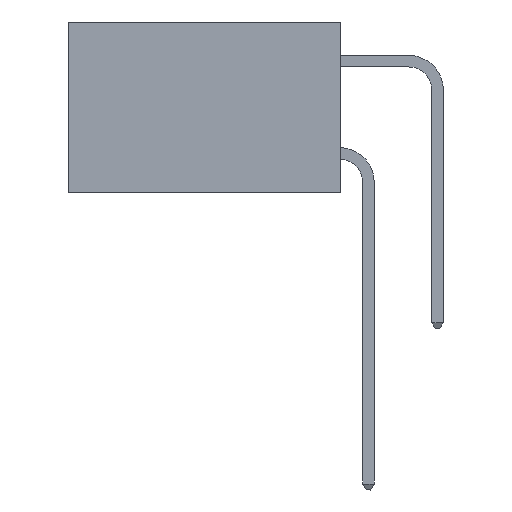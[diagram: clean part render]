
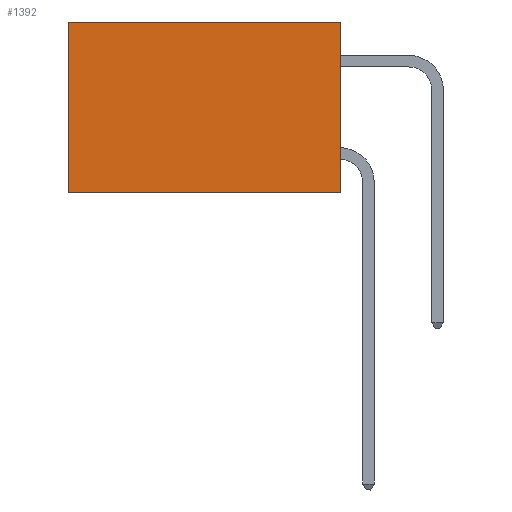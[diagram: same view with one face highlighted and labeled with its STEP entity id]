
A CAD part, left-side view. The second image highlights one B-rep face of the part: STEP entity #1392.
In plain terms, the highlighted planar face has unit normal (-1, 0, 0).
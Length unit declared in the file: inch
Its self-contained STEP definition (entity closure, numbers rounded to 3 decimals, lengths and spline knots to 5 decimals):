
#733 = CARTESIAN_POINT ( 'NONE',  ( 0.277, 0.59, 0. ) ) ;
#1392 = ADVANCED_FACE ( 'NONE', ( #5109 ), #9399, .F. ) ;
#1717 = VECTOR ( 'NONE', #15385, 39.37008 ) ;
#2065 = ORIENTED_EDGE ( 'NONE', *, *, #21036, .T. ) ;
#2514 = ORIENTED_EDGE ( 'NONE', *, *, #8165, .T. ) ;
#2705 = VECTOR ( 'NONE', #10353, 39.37008 ) ;
#4471 = CARTESIAN_POINT ( 'NONE',  ( 0.277, 0., -0.37 ) ) ;
#5109 = FACE_OUTER_BOUND ( 'NONE', #20513, .T. ) ;
#5296 = ORIENTED_EDGE ( 'NONE', *, *, #13984, .F. ) ;
#5726 = VECTOR ( 'NONE', #18564, 39.37008 ) ;
#6403 = LINE ( 'NONE', #14273, #5726 ) ;
#6681 = ORIENTED_EDGE ( 'NONE', *, *, #10937, .F. ) ;
#8149 = LINE ( 'NONE', #17177, #1717 ) ;
#8165 = EDGE_CURVE ( 'NONE', #27330, #15354, #8149, .T. ) ;
#8252 = CARTESIAN_POINT ( 'NONE',  ( 0.277, 0., 0. ) ) ;
#9399 = PLANE ( 'NONE',  #11052 ) ;
#9436 = CARTESIAN_POINT ( 'NONE',  ( 0.277, 0., -0.37 ) ) ;
#10102 = VERTEX_POINT ( 'NONE', #13944 ) ;
#10353 = DIRECTION ( 'NONE',  ( 0., 1., 0. ) ) ;
#10580 = VECTOR ( 'NONE', #17267, 39.37008 ) ;
#10937 = EDGE_CURVE ( 'NONE', #10102, #15518, #6403, .T. ) ;
#11052 = AXIS2_PLACEMENT_3D ( 'NONE', #18726, #18669, #16887 ) ;
#13422 = CARTESIAN_POINT ( 'NONE',  ( 0.277, 0.59, -0.37 ) ) ;
#13944 = CARTESIAN_POINT ( 'NONE',  ( 0.277, 0., 0. ) ) ;
#13984 = EDGE_CURVE ( 'NONE', #15518, #15354, #14894, .T. ) ;
#14273 = CARTESIAN_POINT ( 'NONE',  ( 0.277, 0., -0.37 ) ) ;
#14894 = LINE ( 'NONE', #4471, #10580 ) ;
#15354 = VERTEX_POINT ( 'NONE', #13422 ) ;
#15385 = DIRECTION ( 'NONE',  ( 0., 0., -1. ) ) ;
#15518 = VERTEX_POINT ( 'NONE', #9436 ) ;
#16887 = DIRECTION ( 'NONE',  ( 0., 0., -1. ) ) ;
#17177 = CARTESIAN_POINT ( 'NONE',  ( 0.277, 0.59, -0.37 ) ) ;
#17267 = DIRECTION ( 'NONE',  ( 0., 1., 0. ) ) ;
#18564 = DIRECTION ( 'NONE',  ( 0., 0., -1. ) ) ;
#18669 = DIRECTION ( 'NONE',  ( 1., 0., 0. ) ) ;
#18726 = CARTESIAN_POINT ( 'NONE',  ( 0.277, 0., -0.37 ) ) ;
#19771 = LINE ( 'NONE', #8252, #2705 ) ;
#20513 = EDGE_LOOP ( 'NONE', ( #2514, #5296, #6681, #2065 ) ) ;
#21036 = EDGE_CURVE ( 'NONE', #10102, #27330, #19771, .T. ) ;
#27330 = VERTEX_POINT ( 'NONE', #733 ) ;
